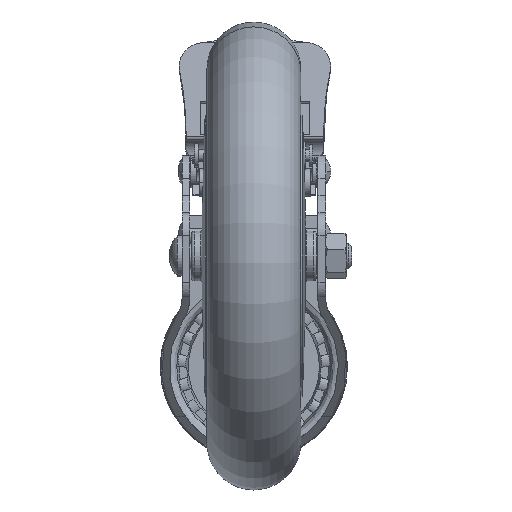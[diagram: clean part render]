
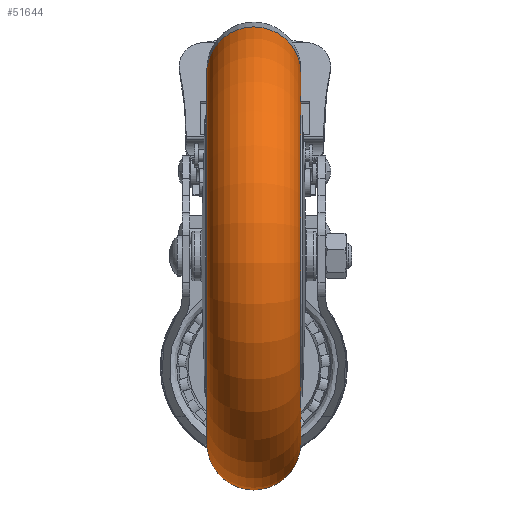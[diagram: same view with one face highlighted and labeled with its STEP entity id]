
A CAD part, front view. The second image highlights one B-rep face of the part: STEP entity #51644.
In plain terms, the highlighted toroidal (fillet/blend) face has major radius 60 mm and minor radius 15 mm.
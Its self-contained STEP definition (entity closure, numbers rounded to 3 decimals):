
#2063 = DIRECTION ( 'NONE',  ( 0., -0.205, 0.979 ) ) ;
#2303 = ORIENTED_EDGE ( 'NONE', *, *, #28245, .F. ) ;
#3352 = DIRECTION ( 'NONE',  ( 0., 0.205, -0.979 ) ) ;
#3431 = DIRECTION ( 'NONE',  ( 0., -0.979, -0.205 ) ) ;
#3557 = CARTESIAN_POINT ( 'NONE',  ( 0., -7.912, 64.772 ) ) ;
#4714 = CARTESIAN_POINT ( 'NONE',  ( -15., -7.912, 64.772 ) ) ;
#6238 = AXIS2_PLACEMENT_3D ( 'NONE', #50853, #11388, #46070 ) ;
#7012 = EDGE_CURVE ( 'NONE', #37679, #40852, #42396, .T. ) ;
#9126 = AXIS2_PLACEMENT_3D ( 'NONE', #61602, #31920, #2063 ) ;
#9601 = AXIS2_PLACEMENT_3D ( 'NONE', #57620, #27910, #62605 ) ;
#11388 = DIRECTION ( 'NONE',  ( -1., 0., 0. ) ) ;
#20049 = CARTESIAN_POINT ( 'NONE',  ( 15., 4.361, 6.041 ) ) ;
#20962 = AXIS2_PLACEMENT_3D ( 'NONE', #20049, #54722, #25007 ) ;
#25007 = DIRECTION ( 'NONE',  ( 0., -0.205, 0.979 ) ) ;
#25581 = EDGE_LOOP ( 'NONE', ( #2303, #50650, #53914, #47968 ) ) ;
#27910 = DIRECTION ( 'NONE',  ( 0., 0.979, 0.205 ) ) ;
#28245 = EDGE_CURVE ( 'NONE', #31639, #48630, #32240, .T. ) ;
#30327 = EDGE_CURVE ( 'NONE', #31639, #37679, #49920, .T. ) ;
#31639 = VERTEX_POINT ( 'NONE', #54383 ) ;
#31920 = DIRECTION ( 'NONE',  ( -1., 0., 0. ) ) ;
#32240 = CIRCLE ( 'NONE', #9601, 15. ) ;
#33756 = CARTESIAN_POINT ( 'NONE',  ( 15., -7.912, 64.772 ) ) ;
#37679 = VERTEX_POINT ( 'NONE', #33756 ) ;
#37954 = CARTESIAN_POINT ( 'NONE',  ( -15., 16.633, -52.691 ) ) ;
#39808 = AXIS2_PLACEMENT_3D ( 'NONE', #3557, #3431, #3352 ) ;
#40852 = VERTEX_POINT ( 'NONE', #4714 ) ;
#42396 = CIRCLE ( 'NONE', #39808, 15. ) ;
#44246 = CIRCLE ( 'NONE', #9126, 60. ) ;
#46070 = DIRECTION ( 'NONE',  ( 0., -0.205, 0.979 ) ) ;
#47968 = ORIENTED_EDGE ( 'NONE', *, *, #50255, .F. ) ;
#48630 = VERTEX_POINT ( 'NONE', #37954 ) ;
#49920 = CIRCLE ( 'NONE', #20962, 60. ) ;
#50255 = EDGE_CURVE ( 'NONE', #48630, #40852, #44246, .T. ) ;
#50650 = ORIENTED_EDGE ( 'NONE', *, *, #30327, .T. ) ;
#50853 = CARTESIAN_POINT ( 'NONE',  ( 0., 4.361, 6.041 ) ) ;
#51644 = ADVANCED_FACE ( 'NONE', ( #56732 ), #58253, .T. ) ;
#53914 = ORIENTED_EDGE ( 'NONE', *, *, #7012, .T. ) ;
#54383 = CARTESIAN_POINT ( 'NONE',  ( 15., 16.633, -52.691 ) ) ;
#54722 = DIRECTION ( 'NONE',  ( -1., 0., 0. ) ) ;
#56732 = FACE_OUTER_BOUND ( 'NONE', #25581, .T. ) ;
#57620 = CARTESIAN_POINT ( 'NONE',  ( 0., 16.633, -52.691 ) ) ;
#58253 = TOROIDAL_SURFACE ( 'NONE', #6238, 60., 15. ) ;
#61602 = CARTESIAN_POINT ( 'NONE',  ( -15., 4.361, 6.041 ) ) ;
#62605 = DIRECTION ( 'NONE',  ( 0., -0.205, 0.979 ) ) ;
